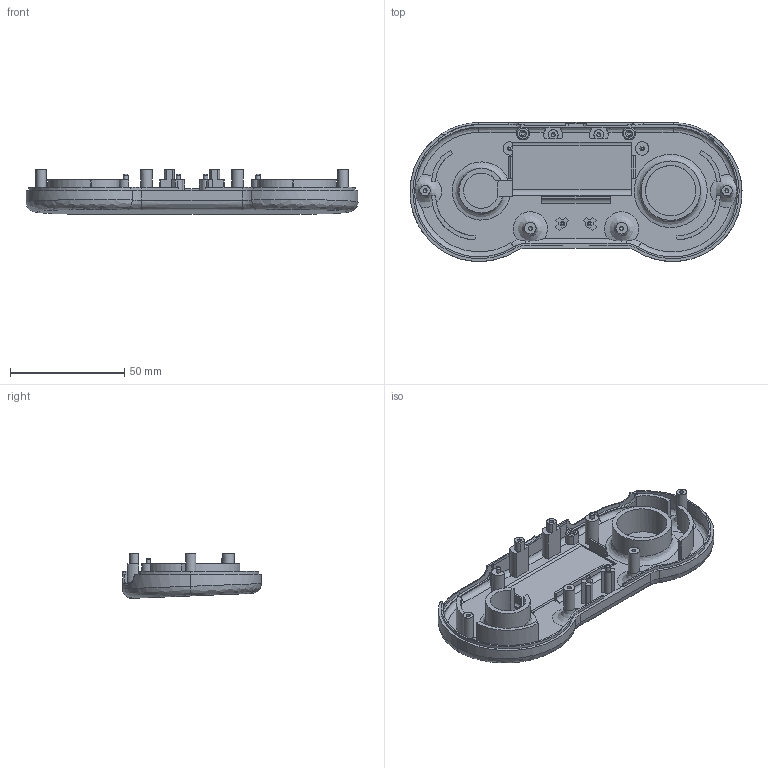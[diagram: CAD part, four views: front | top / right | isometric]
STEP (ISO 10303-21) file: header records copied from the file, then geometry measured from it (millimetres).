
FILE_DESCRIPTION(/* description */ (''),/* implementation_level */ '2;1');
FILE_NAME(/* name */ 'LowerShellBody_v3.step',/* time_stamp */ '2022-12-06T19:53:25-08:00',/* author */ (''),/* organization */ (''),/* preprocessor_version */ 'ST-DEVELOPER v19.2',/* originating_system */ 'Autodesk Translation Framework v11.17.0.187',/* authorisation */ '');
FILE_SCHEMA (('AUTOMOTIVE_DESIGN { 1 0 10303 214 3 1 1 }'));
Length unit declared in the file: millimetre
Products named in the file (1): LowerShellBody (1)
Bounding box: 145.45 x 60.89 x 19.54 mm (x, y, z)
Volume: 27522.7 mm3; surface area: 29178 mm2
Topology: 1 solids, 1 shells, 273 faces, 726 edges, 469 vertices
Faces by surface type: plane 127, cylinder 80, bspline 54, cone 8, torus 4
Full cylindrical faces by diameter (mm): 1.75 x6, 1.95 x4, 4.5 x2, 5 x2, 5.85 x1, 22 x1, 26 x1
Entity records: 12389 total; most frequent: CARTESIAN_POINT 5902, ORIENTED_EDGE 1436, DIRECTION 1197, EDGE_CURVE 718, VERTEX_POINT 469, AXIS2_PLACEMENT_3D 413, LINE 371, VECTOR 371
